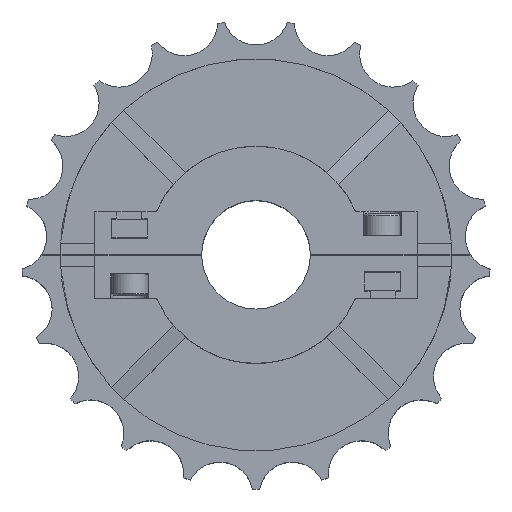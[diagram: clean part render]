
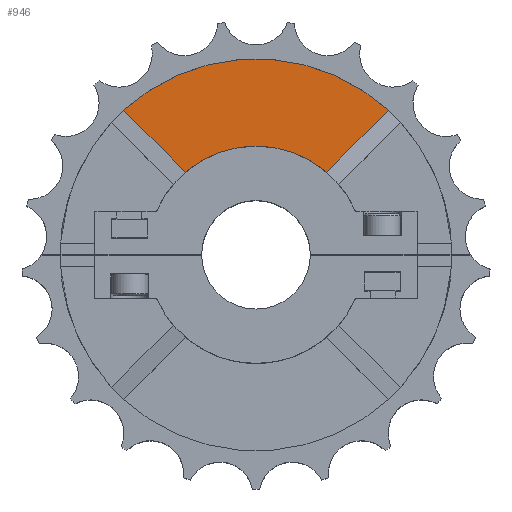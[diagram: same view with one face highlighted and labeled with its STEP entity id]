
A CAD part, top view. The second image highlights one B-rep face of the part: STEP entity #946.
In plain terms, the highlighted planar face has unit normal (0, 0, 1).
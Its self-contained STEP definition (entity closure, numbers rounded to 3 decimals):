
#87 = EDGE_CURVE ( 'NONE', #5280, #249, #6953, .T. ) ;
#249 = VERTEX_POINT ( 'NONE', #7763 ) ;
#343 = CIRCLE ( 'NONE', #2625, 30. ) ;
#411 = LINE ( 'NONE', #3474, #2959 ) ;
#946 = ADVANCED_FACE ( 'NONE', ( #6654 ), #2778, .T. ) ;
#1349 = CIRCLE ( 'NONE', #3238, 54.15 ) ;
#1736 = EDGE_CURVE ( 'NONE', #249, #7758, #343, .T. ) ;
#1874 = ORIENTED_EDGE ( 'NONE', *, *, #87, .T. ) ;
#1944 = DIRECTION ( 'NONE',  ( 1., 0., 0. ) ) ;
#2168 = VERTEX_POINT ( 'NONE', #7872 ) ;
#2625 = AXIS2_PLACEMENT_3D ( 'NONE', #7672, #5197, #1944 ) ;
#2778 = PLANE ( 'NONE',  #8076 ) ;
#2849 = ORIENTED_EDGE ( 'NONE', *, *, #6261, .T. ) ;
#2959 = VECTOR ( 'NONE', #4886, 1000. ) ;
#3238 = AXIS2_PLACEMENT_3D ( 'NONE', #5777, #8356, #5701 ) ;
#3390 = ORIENTED_EDGE ( 'NONE', *, *, #1736, .T. ) ;
#3474 = CARTESIAN_POINT ( 'NONE',  ( -1.679, 1.679, 5. ) ) ;
#4119 = DIRECTION ( 'NONE',  ( 0., 0., 1. ) ) ;
#4886 = DIRECTION ( 'NONE',  ( 0.707, 0.707, 0. ) ) ;
#4985 = DIRECTION ( 'NONE',  ( 0.707, -0.707, 0. ) ) ;
#5004 = VECTOR ( 'NONE', #4985, 1000. ) ;
#5033 = CARTESIAN_POINT ( 'NONE',  ( 1.679, 1.679, 5. ) ) ;
#5197 = DIRECTION ( 'NONE',  ( 0., 0., -1. ) ) ;
#5280 = VERTEX_POINT ( 'NONE', #7490 ) ;
#5399 = CARTESIAN_POINT ( 'NONE',  ( 0., 0., 5. ) ) ;
#5687 = EDGE_CURVE ( 'NONE', #7758, #2168, #411, .T. ) ;
#5701 = DIRECTION ( 'NONE',  ( 1., 0., 0. ) ) ;
#5777 = CARTESIAN_POINT ( 'NONE',  ( 0., 0., 5. ) ) ;
#5993 = DIRECTION ( 'NONE',  ( 1., 0., 0. ) ) ;
#6007 = EDGE_LOOP ( 'NONE', ( #1874, #3390, #7737, #2849 ) ) ;
#6261 = EDGE_CURVE ( 'NONE', #2168, #5280, #1349, .T. ) ;
#6654 = FACE_OUTER_BOUND ( 'NONE', #6007, .T. ) ;
#6953 = LINE ( 'NONE', #5033, #5004 ) ;
#7490 = CARTESIAN_POINT ( 'NONE',  ( -36.574, 39.932, 5. ) ) ;
#7672 = CARTESIAN_POINT ( 'NONE',  ( 0., 0., 5. ) ) ;
#7737 = ORIENTED_EDGE ( 'NONE', *, *, #5687, .T. ) ;
#7758 = VERTEX_POINT ( 'NONE', #8241 ) ;
#7763 = CARTESIAN_POINT ( 'NONE',  ( -19.467, 22.826, 5. ) ) ;
#7872 = CARTESIAN_POINT ( 'NONE',  ( 36.574, 39.932, 5. ) ) ;
#8076 = AXIS2_PLACEMENT_3D ( 'NONE', #5399, #4119, #5993 ) ;
#8241 = CARTESIAN_POINT ( 'NONE',  ( 19.467, 22.826, 5. ) ) ;
#8356 = DIRECTION ( 'NONE',  ( 0., 0., 1. ) ) ;
